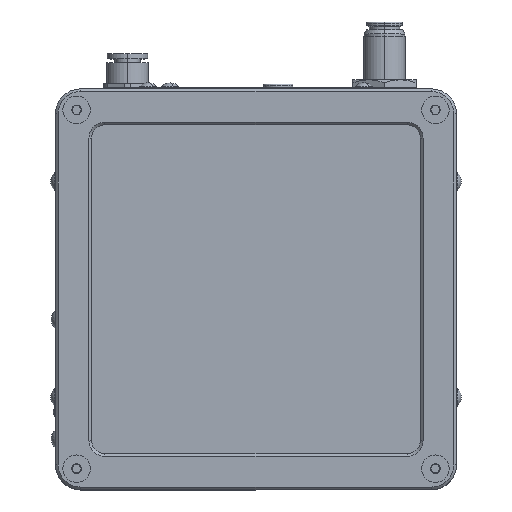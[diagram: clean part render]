
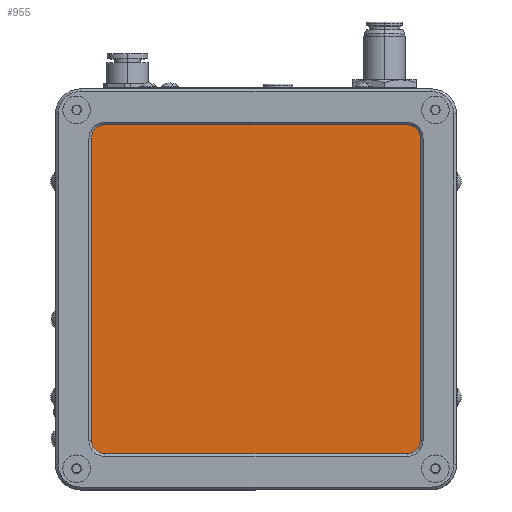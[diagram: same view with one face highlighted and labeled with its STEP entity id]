
A CAD part, top view. The second image highlights one B-rep face of the part: STEP entity #955.
In plain terms, the highlighted planar face has unit normal (0, 0, 1).
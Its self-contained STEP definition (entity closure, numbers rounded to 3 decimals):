
#297 = CARTESIAN_POINT ( 'NONE',  ( -60., 65., -5.1 ) ) ;
#491 = CARTESIAN_POINT ( 'NONE',  ( -65., -60., -5.1 ) ) ;
#955 = ADVANCED_FACE ( 'NONE', ( #13027 ), #3664, .F. ) ;
#1163 = AXIS2_PLACEMENT_3D ( 'NONE', #5660, #18151, #10638 ) ;
#1984 = DIRECTION ( 'NONE',  ( 0., 0., 1. ) ) ;
#3153 = CARTESIAN_POINT ( 'NONE',  ( -60., -60., -5.1 ) ) ;
#3664 = PLANE ( 'NONE',  #1163 ) ;
#3928 = VERTEX_POINT ( 'NONE', #13699 ) ;
#4097 = DIRECTION ( 'NONE',  ( 0., 0., 1. ) ) ;
#4256 = VERTEX_POINT ( 'NONE', #17296 ) ;
#4925 = DIRECTION ( 'NONE',  ( -1., 0., 0. ) ) ;
#4972 = EDGE_CURVE ( 'NONE', #12988, #10138, #10470, .T. ) ;
#5300 = AXIS2_PLACEMENT_3D ( 'NONE', #3153, #15453, #7871 ) ;
#5660 = CARTESIAN_POINT ( 'NONE',  ( 60., 60., -5.1 ) ) ;
#5927 = VECTOR ( 'NONE', #8462, 1000. ) ;
#6284 = DIRECTION ( 'NONE',  ( 1., 0., 0. ) ) ;
#6441 = EDGE_CURVE ( 'NONE', #8520, #12370, #12797, .T. ) ;
#6661 = EDGE_LOOP ( 'NONE', ( #9796, #9165, #17894, #14952, #8301, #8570, #10566, #7159 ) ) ;
#6767 = CARTESIAN_POINT ( 'NONE',  ( 65., -60., -5.1 ) ) ;
#6920 = CARTESIAN_POINT ( 'NONE',  ( 65., 60., -5.1 ) ) ;
#7159 = ORIENTED_EDGE ( 'NONE', *, *, #9315, .T. ) ;
#7871 = DIRECTION ( 'NONE',  ( 0., 1., 0. ) ) ;
#7887 = EDGE_CURVE ( 'NONE', #10399, #12988, #16978, .T. ) ;
#7926 = DIRECTION ( 'NONE',  ( 0., -1., 0. ) ) ;
#8191 = CARTESIAN_POINT ( 'NONE',  ( -60., -65., -5.1 ) ) ;
#8301 = ORIENTED_EDGE ( 'NONE', *, *, #13756, .T. ) ;
#8462 = DIRECTION ( 'NONE',  ( 0., 1., 0. ) ) ;
#8520 = VERTEX_POINT ( 'NONE', #14095 ) ;
#8570 = ORIENTED_EDGE ( 'NONE', *, *, #7887, .T. ) ;
#8576 = AXIS2_PLACEMENT_3D ( 'NONE', #18957, #18865, #14335 ) ;
#8645 = EDGE_CURVE ( 'NONE', #16721, #3928, #12695, .T. ) ;
#9165 = ORIENTED_EDGE ( 'NONE', *, *, #15200, .T. ) ;
#9315 = EDGE_CURVE ( 'NONE', #10138, #16721, #11248, .T. ) ;
#9796 = ORIENTED_EDGE ( 'NONE', *, *, #8645, .T. ) ;
#9899 = CARTESIAN_POINT ( 'NONE',  ( 60., 60., -5.1 ) ) ;
#10138 = VERTEX_POINT ( 'NONE', #14824 ) ;
#10399 = VERTEX_POINT ( 'NONE', #16194 ) ;
#10470 = CIRCLE ( 'NONE', #8576, 5. ) ;
#10566 = ORIENTED_EDGE ( 'NONE', *, *, #4972, .T. ) ;
#10638 = DIRECTION ( 'NONE',  ( 0., 1., 0. ) ) ;
#10709 = LINE ( 'NONE', #297, #13732 ) ;
#11248 = LINE ( 'NONE', #6767, #5927 ) ;
#11599 = LINE ( 'NONE', #491, #15319 ) ;
#11738 = AXIS2_PLACEMENT_3D ( 'NONE', #9899, #4097, #15972 ) ;
#12370 = VERTEX_POINT ( 'NONE', #17213 ) ;
#12695 = CIRCLE ( 'NONE', #11738, 5. ) ;
#12797 = CIRCLE ( 'NONE', #16645, 5. ) ;
#12988 = VERTEX_POINT ( 'NONE', #18041 ) ;
#13027 = FACE_OUTER_BOUND ( 'NONE', #6661, .T. ) ;
#13699 = CARTESIAN_POINT ( 'NONE',  ( 60., 65., -5.1 ) ) ;
#13732 = VECTOR ( 'NONE', #4925, 1000. ) ;
#13756 = EDGE_CURVE ( 'NONE', #4256, #10399, #17104, .T. ) ;
#13897 = CARTESIAN_POINT ( 'NONE',  ( -60., 60., -5.1 ) ) ;
#14095 = CARTESIAN_POINT ( 'NONE',  ( -60., 65., -5.1 ) ) ;
#14335 = DIRECTION ( 'NONE',  ( 0., 1., 0. ) ) ;
#14433 = EDGE_CURVE ( 'NONE', #12370, #4256, #11599, .T. ) ;
#14824 = CARTESIAN_POINT ( 'NONE',  ( 65., -60., -5.1 ) ) ;
#14952 = ORIENTED_EDGE ( 'NONE', *, *, #14433, .T. ) ;
#15200 = EDGE_CURVE ( 'NONE', #3928, #8520, #10709, .T. ) ;
#15319 = VECTOR ( 'NONE', #15982, 1000. ) ;
#15453 = DIRECTION ( 'NONE',  ( 0., 0., 1. ) ) ;
#15972 = DIRECTION ( 'NONE',  ( 0., 1., 0. ) ) ;
#15982 = DIRECTION ( 'NONE',  ( 0., -1., 0. ) ) ;
#16194 = CARTESIAN_POINT ( 'NONE',  ( -60., -65., -5.1 ) ) ;
#16645 = AXIS2_PLACEMENT_3D ( 'NONE', #13897, #1984, #7926 ) ;
#16721 = VERTEX_POINT ( 'NONE', #6920 ) ;
#16978 = LINE ( 'NONE', #8191, #19704 ) ;
#17104 = CIRCLE ( 'NONE', #5300, 5. ) ;
#17213 = CARTESIAN_POINT ( 'NONE',  ( -65., 60., -5.1 ) ) ;
#17296 = CARTESIAN_POINT ( 'NONE',  ( -65., -60., -5.1 ) ) ;
#17894 = ORIENTED_EDGE ( 'NONE', *, *, #6441, .T. ) ;
#18041 = CARTESIAN_POINT ( 'NONE',  ( 60., -65., -5.1 ) ) ;
#18151 = DIRECTION ( 'NONE',  ( 0., 0., -1. ) ) ;
#18865 = DIRECTION ( 'NONE',  ( 0., 0., 1. ) ) ;
#18957 = CARTESIAN_POINT ( 'NONE',  ( 60., -60., -5.1 ) ) ;
#19704 = VECTOR ( 'NONE', #6284, 1000. ) ;
